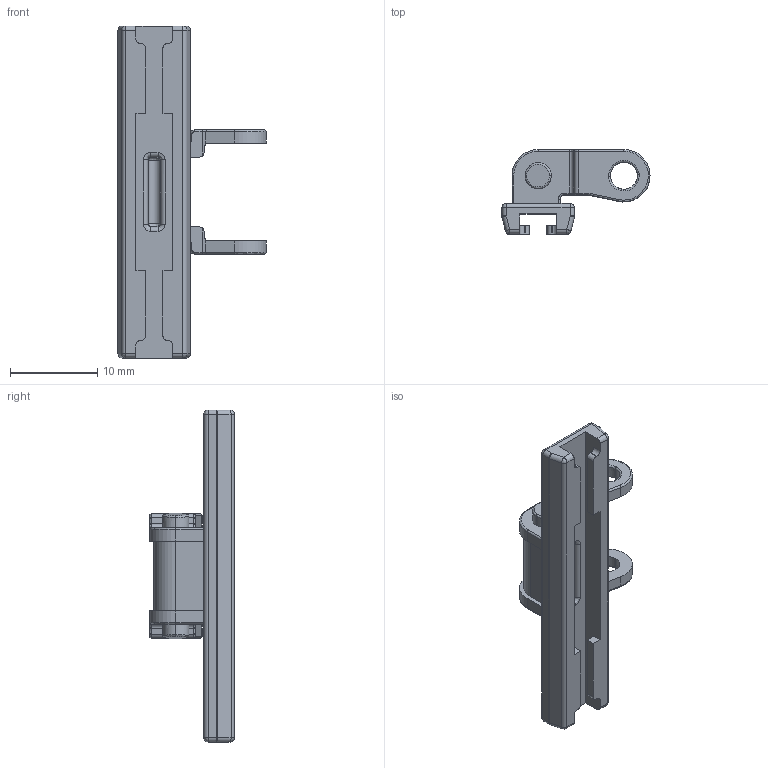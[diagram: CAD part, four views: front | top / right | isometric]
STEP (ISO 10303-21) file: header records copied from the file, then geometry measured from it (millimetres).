
FILE_DESCRIPTION (( 'STEP AP203' ), '1' );
FILE_NAME ('Base-Link.STEP', '2007-12-05T22:12:39', ( 'Innovation First, Inc.' ), ( 'Innovation First, Inc.' ), 'SwSTEP 2.0', 'SolidWorks 2006303', '' );
FILE_SCHEMA (( 'CONFIG_CONTROL_DESIGN' ));
Length unit declared in the file: inch
Products named in the file (1): Base-Link
Bounding box: 16.95 x 9.7 x 38 mm (x, y, z)
Volume: 1160 mm3; surface area: 1709.6 mm2
Topology: 1 solids, 1 shells, 185 faces, 478 edges, 284 vertices
Faces by surface type: cylinder 84, plane 56, bspline 45
Entity records: 7100 total; most frequent: CARTESIAN_POINT 2837, ORIENTED_EDGE 926, DIRECTION 836, EDGE_CURVE 463, AXIS2_PLACEMENT_3D 304, VERTEX_POINT 284, VECTOR 228, LINE 228
